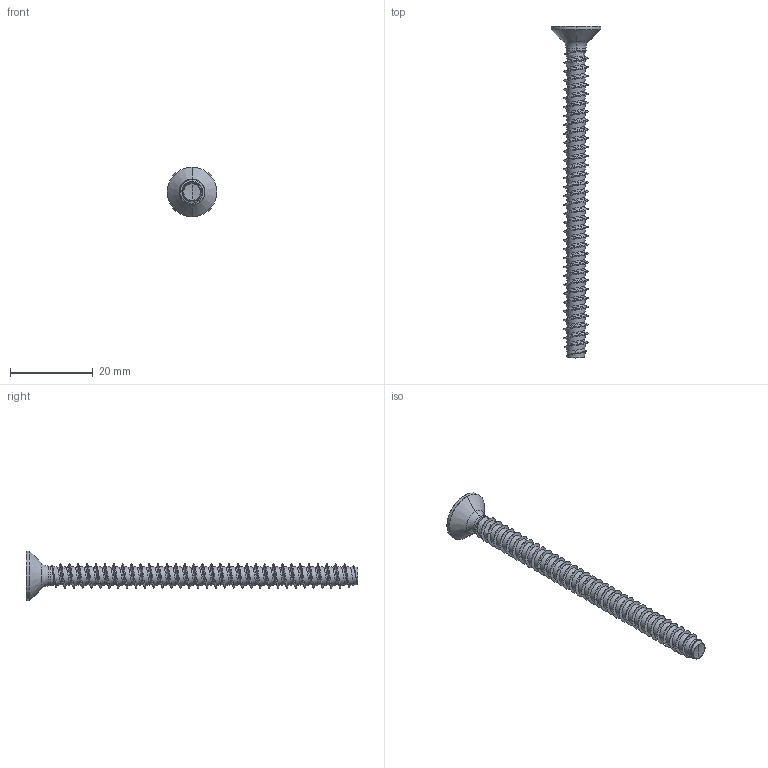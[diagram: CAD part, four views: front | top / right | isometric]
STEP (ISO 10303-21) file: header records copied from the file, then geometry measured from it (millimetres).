
FILE_DESCRIPTION (( 'STEP AP203' ), '1' );
FILE_NAME ('STP430600800.STEP', '2017-08-16T16:13:10', ( '' ), ( '' ), 'SwSTEP 2.0', 'SolidWorks 2015', '' );
FILE_SCHEMA (( 'CONFIG_CONTROL_DESIGN' ));
Length unit declared in the file: millimetre
Products named in the file (1): STP430600800
Bounding box: 12 x 80 x 12 mm (x, y, z)
Volume: 1543.8 mm3; surface area: 2039.5 mm2
Topology: 1 solids, 1 shells, 157 faces, 409 edges, 256 vertices
Faces by surface type: cylinder 95, bspline 35, cone 12, torus 10, plane 3, sphere 2
Entity records: 62193 total; most frequent: CARTESIAN_POINT 58878, ORIENTED_EDGE 818, DIRECTION 499, EDGE_CURVE 409, VERTEX_POINT 256, AXIS2_PLACEMENT_3D 194, EDGE_LOOP 159, B_SPLINE_CURVE_WITH_KNOTS 158
